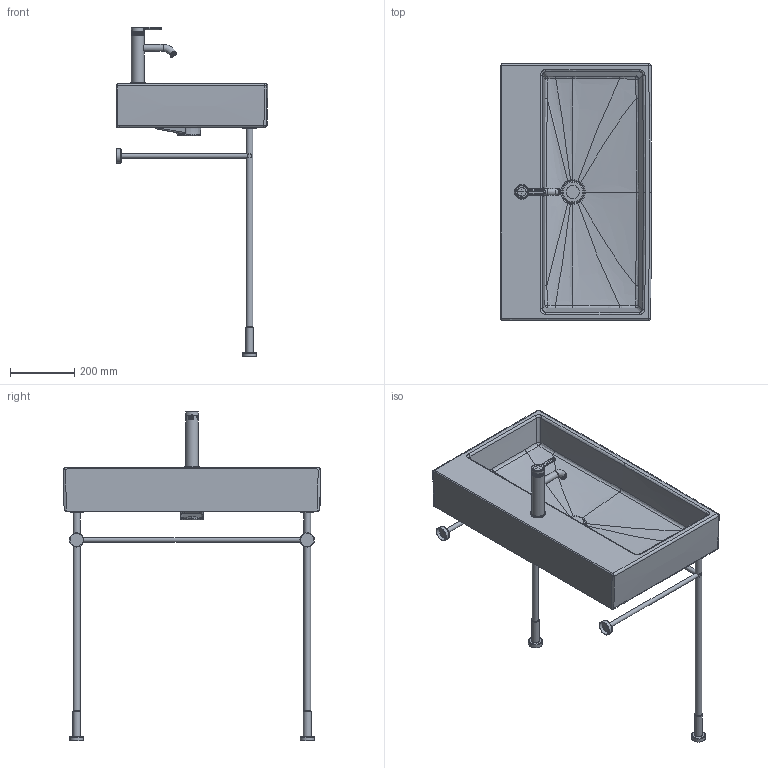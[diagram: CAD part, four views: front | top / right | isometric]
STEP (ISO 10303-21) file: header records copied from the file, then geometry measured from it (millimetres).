
FILE_DESCRIPTION((''),'2;1');
FILE_NAME('235080_003066.stp','2017-07-04T21:38:18',('Administrator'),(''),'Autodesk Inventor 2011','Autodesk Inventor 2011','');
FILE_SCHEMA(('CONFIG_CONTROL_DESIGN'));
Length unit declared in the file: millimetre
Products named in the file (16): 235080_003066; 235080; Kelch_Stopfen VERO AIR Bgr; Armatur C1 WT; 509115_ASM; 615832; 615833; 636748; 615729; 615737; Chromgestell 003066; Rohr stehend 715; Rohr quer 725; Rohr Wand; Rosette Wand
Assembly tree (18 placements, depth 5):
  235080_003066
    235080
      235080
      Kelch_Stopfen VERO AIR Bgr
      Armatur C1 WT
        509115_ASM
          615832
          615833
        636748
        615729
        615737
    Chromgestell 003066
      Rohr stehend 715  x2
      Rohr quer 725
      Rohr Wand  x2
      Rosette Wand  x2
Bounding box: 471.08 x 800.46 x 1025.45 mm (x, y, z)
Volume: 18115753.3 mm3; surface area: 1667426.7 mm2
Topology: 15 solids, 18 shells, 537 faces, 1192 edges, 701 vertices
Faces by surface type: bspline 264, plane 111, cylinder 97, torus 27, cone 22, sphere 16
Full cylindrical faces by diameter (mm): 6 x1, 12 x2, 14 x3, 15 x2, 16 x1, 16.5 x2, 17.3 x1, 17.55 x1, 18.5 x2, 18.75 x1, 21 x2, 22 x2, 24 x3, 27.189 x1, 30.452 x1, 34 x1, 34.5 x1, 35 x1, 35.4 x1, 35.5 x1, 36.324 x1, 36.9 x4, 37.3 x1, 37.6 x1, 40 x2, 41 x4, 42.5 x1, 42.668 x1, 43 x2, 45 x2
Entity records: 49470 total; most frequent: CARTESIAN_POINT 38859, ORIENTED_EDGE 2120, DIRECTION 1626, EDGE_CURVE 1060, AXIS2_PLACEMENT_3D 728, VERTEX_POINT 667, EDGE_LOOP 631, FACE_OUTER_BOUND 517
